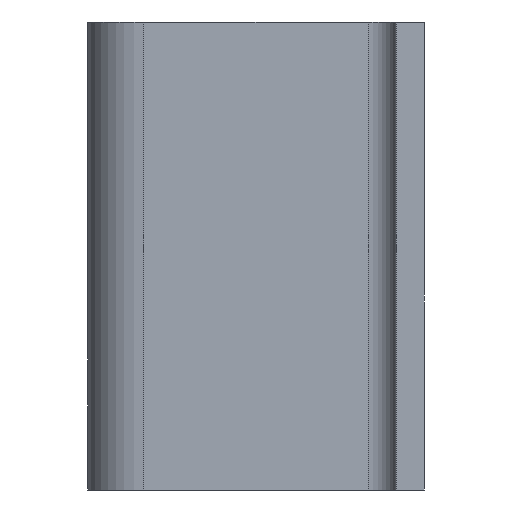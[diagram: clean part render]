
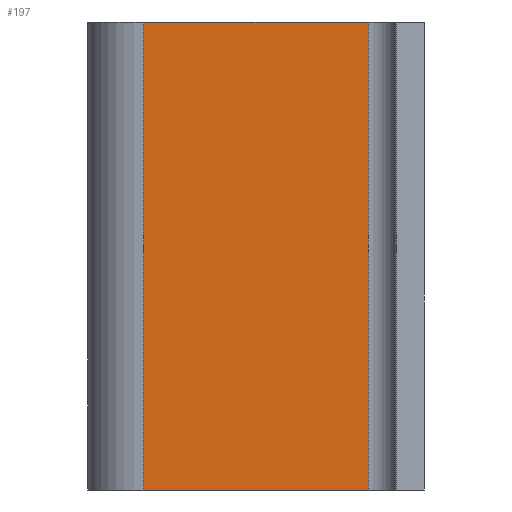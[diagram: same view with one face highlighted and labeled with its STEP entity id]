
A CAD part, left-side view. The second image highlights one B-rep face of the part: STEP entity #197.
In plain terms, the highlighted planar face has unit normal (-1, 0, 0).
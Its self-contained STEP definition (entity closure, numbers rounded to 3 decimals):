
#197 = ADVANCED_FACE ( 'NONE', ( #762 ), #1361, .T. ) ;
#371 = EDGE_LOOP ( 'NONE', ( #458, #457, #456, #455 ) ) ;
#455 = ORIENTED_EDGE ( 'NONE', *, *, #2643, .T. ) ;
#456 = ORIENTED_EDGE ( 'NONE', *, *, #2533, .F. ) ;
#457 = ORIENTED_EDGE ( 'NONE', *, *, #2642, .F. ) ;
#458 = ORIENTED_EDGE ( 'NONE', *, *, #2534, .T. ) ;
#493 = VERTEX_POINT ( 'NONE', #2351 ) ;
#494 = VERTEX_POINT ( 'NONE', #2340 ) ;
#532 = VERTEX_POINT ( 'NONE', #2360 ) ;
#537 = VERTEX_POINT ( 'NONE', #2362 ) ;
#762 = FACE_OUTER_BOUND ( 'NONE', #371, .T. ) ;
#1022 = AXIS2_PLACEMENT_3D ( 'NONE', #1288, #1280, #1282 ) ;
#1280 = DIRECTION ( 'NONE',  ( -1., 0., 0. ) ) ;
#1282 = DIRECTION ( 'NONE',  ( 0., 0., 1. ) ) ;
#1288 = CARTESIAN_POINT ( 'NONE',  ( -163., -6., 25. ) ) ;
#1361 = PLANE ( 'NONE',  #1022 ) ;
#1463 = LINE ( 'NONE', #2147, #1473 ) ;
#1467 = LINE ( 'NONE', #2140, #1469 ) ;
#1469 = VECTOR ( 'NONE', #2149, 1000. ) ;
#1473 = VECTOR ( 'NONE', #2150, 1000. ) ;
#1676 = CARTESIAN_POINT ( 'NONE',  ( -163., -6., -25. ) ) ;
#1677 = DIRECTION ( 'NONE',  ( 0., 1., 0. ) ) ;
#1678 = CARTESIAN_POINT ( 'NONE',  ( -163., -6., 25. ) ) ;
#1680 = DIRECTION ( 'NONE',  ( 0., 1., 0. ) ) ;
#1831 = LINE ( 'NONE', #1676, #1834 ) ;
#1833 = LINE ( 'NONE', #1678, #1835 ) ;
#1834 = VECTOR ( 'NONE', #1677, 1000. ) ;
#1835 = VECTOR ( 'NONE', #1680, 1000. ) ;
#2140 = CARTESIAN_POINT ( 'NONE',  ( -163., -30., 25. ) ) ;
#2147 = CARTESIAN_POINT ( 'NONE',  ( -163., -6., 25. ) ) ;
#2149 = DIRECTION ( 'NONE',  ( 0., 0., -1. ) ) ;
#2150 = DIRECTION ( 'NONE',  ( 0., 0., -1. ) ) ;
#2340 = CARTESIAN_POINT ( 'NONE',  ( -163., -6., -25. ) ) ;
#2351 = CARTESIAN_POINT ( 'NONE',  ( -163., -30., -25. ) ) ;
#2360 = CARTESIAN_POINT ( 'NONE',  ( -163., -30., 25. ) ) ;
#2362 = CARTESIAN_POINT ( 'NONE',  ( -163., -6., 25. ) ) ;
#2533 = EDGE_CURVE ( 'NONE', #532, #493, #1467, .T. ) ;
#2534 = EDGE_CURVE ( 'NONE', #537, #494, #1463, .T. ) ;
#2642 = EDGE_CURVE ( 'NONE', #493, #494, #1831, .T. ) ;
#2643 = EDGE_CURVE ( 'NONE', #532, #537, #1833, .T. ) ;
